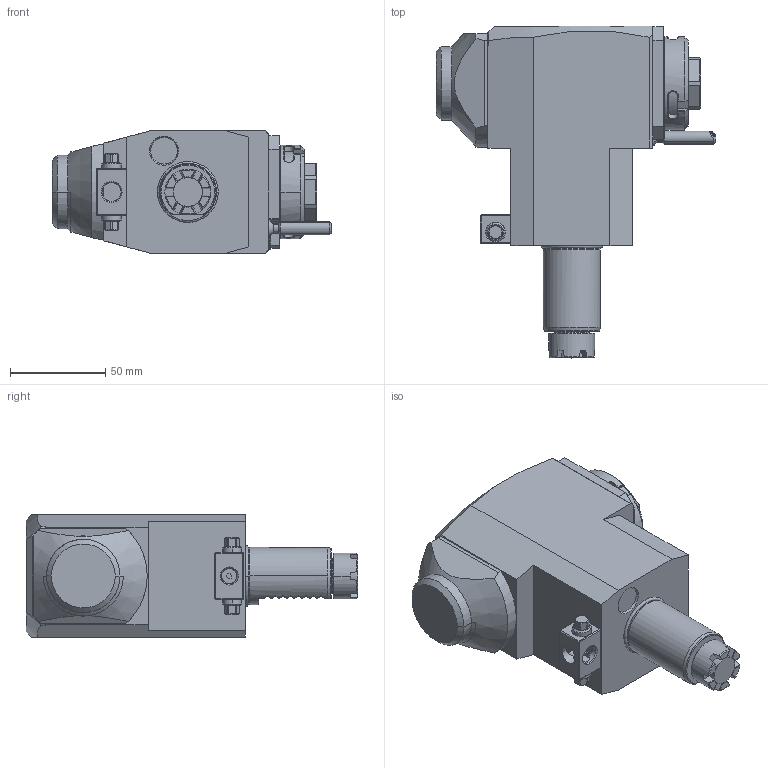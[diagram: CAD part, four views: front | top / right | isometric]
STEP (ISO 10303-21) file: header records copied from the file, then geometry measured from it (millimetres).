
FILE_DESCRIPTION((''),'2;1');
FILE_NAME('NGT1_30_245_25_3_1_85T','2024-03-27T',('vali'),('NOVA GRUP'),'PRO/ENGINEER BY PARAMETRIC TECHNOLOGY CORPORATION, 2010280','PRO/ENGINEER BY PARAMETRIC TECHNOLOGY CORPORATION, 2010280','');
FILE_SCHEMA(('CONFIG_CONTROL_DESIGN'));
Length unit declared in the file: millimetre
Products named in the file (1): NGT1_30_245_25_3_1_85T
Bounding box: 146.38 x 174 x 64 mm (x, y, z)
Volume: 683916.2 mm3; surface area: 58452.8 mm2
Topology: 1 solids, 1 shells, 380 faces, 1017 edges, 656 vertices
Faces by surface type: plane 212, cylinder 84, cone 69, torus 7, bspline 6, sphere 2
Entity records: 14697 total; most frequent: CARTESIAN_POINT 5447, ORIENTED_EDGE 2034, DIRECTION 1774, EDGE_CURVE 1017, VERTEX_POINT 656, AXIS2_PLACEMENT_3D 630, VECTOR 514, LINE 514
